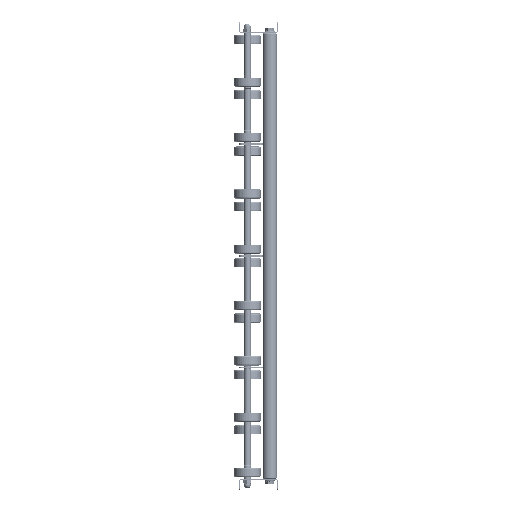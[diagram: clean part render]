
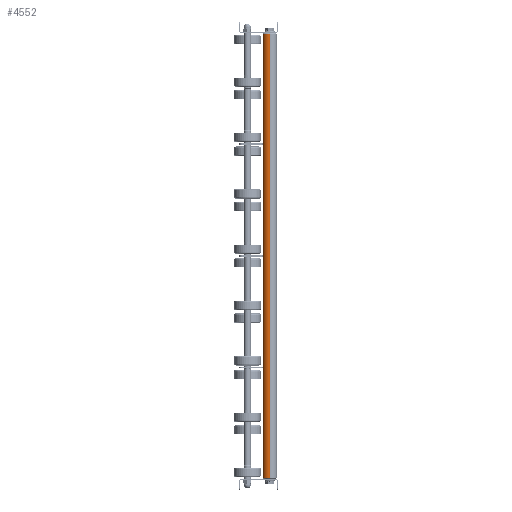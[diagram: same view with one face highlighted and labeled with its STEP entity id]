
A CAD part, left-side view. The second image highlights one B-rep face of the part: STEP entity #4552.
In plain terms, the highlighted cylindrical face has radius 12.5 mm (diameter 25 mm), a partial arc.
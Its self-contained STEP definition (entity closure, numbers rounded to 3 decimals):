
#131 = VERTEX_POINT ( 'NONE', #16490 ) ;
#974 = VERTEX_POINT ( 'NONE', #16889 ) ;
#1023 = CARTESIAN_POINT ( 'NONE',  ( 800., 0., 0. ) ) ;
#1221 = EDGE_CURVE ( 'NONE', #974, #11165, #10757, .T. ) ;
#1982 = AXIS2_PLACEMENT_3D ( 'NONE', #29360, #10585, #18082 ) ;
#3660 = CIRCLE ( 'NONE', #13181, 12.5 ) ;
#3700 = FACE_OUTER_BOUND ( 'NONE', #14847, .T. ) ;
#3976 = ORIENTED_EDGE ( 'NONE', *, *, #29703, .T. ) ;
#4522 = CARTESIAN_POINT ( 'NONE',  ( 1., 0., -12.5 ) ) ;
#4552 = ADVANCED_FACE ( 'NONE', ( #3700 ), #19989, .T. ) ;
#6045 = CARTESIAN_POINT ( 'NONE',  ( 800., 0., 12.5 ) ) ;
#7513 = CIRCLE ( 'NONE', #1982, 12.5 ) ;
#8858 = EDGE_CURVE ( 'NONE', #131, #12174, #28162, .T. ) ;
#9487 = DIRECTION ( 'NONE',  ( 0., 0., -1. ) ) ;
#10585 = DIRECTION ( 'NONE',  ( 1., 0., 0. ) ) ;
#10757 = LINE ( 'NONE', #6045, #22329 ) ;
#11060 = EDGE_CURVE ( 'NONE', #12174, #11165, #7513, .T. ) ;
#11165 = VERTEX_POINT ( 'NONE', #25722 ) ;
#12048 = DIRECTION ( 'NONE',  ( -1., 0., 0. ) ) ;
#12174 = VERTEX_POINT ( 'NONE', #4522 ) ;
#12664 = ORIENTED_EDGE ( 'NONE', *, *, #11060, .T. ) ;
#13181 = AXIS2_PLACEMENT_3D ( 'NONE', #20940, #30475, #9487 ) ;
#13936 = ORIENTED_EDGE ( 'NONE', *, *, #1221, .F. ) ;
#14017 = VECTOR ( 'NONE', #12048, 1000. ) ;
#14425 = CARTESIAN_POINT ( 'NONE',  ( 800., 0., -12.5 ) ) ;
#14847 = EDGE_LOOP ( 'NONE', ( #3976, #28921, #12664, #13936 ) ) ;
#16490 = CARTESIAN_POINT ( 'NONE',  ( 799., 0., -12.5 ) ) ;
#16889 = CARTESIAN_POINT ( 'NONE',  ( 799., 0., 12.5 ) ) ;
#17807 = DIRECTION ( 'NONE',  ( -1., 0., 0. ) ) ;
#18082 = DIRECTION ( 'NONE',  ( 0., 0., -1. ) ) ;
#19482 = AXIS2_PLACEMENT_3D ( 'NONE', #1023, #17807, #29520 ) ;
#19989 = CYLINDRICAL_SURFACE ( 'NONE', #19482, 12.5 ) ;
#20940 = CARTESIAN_POINT ( 'NONE',  ( 799., 0., 0. ) ) ;
#22329 = VECTOR ( 'NONE', #27631, 1000. ) ;
#25722 = CARTESIAN_POINT ( 'NONE',  ( 1., 0., 12.5 ) ) ;
#27631 = DIRECTION ( 'NONE',  ( -1., 0., 0. ) ) ;
#28162 = LINE ( 'NONE', #14425, #14017 ) ;
#28921 = ORIENTED_EDGE ( 'NONE', *, *, #8858, .T. ) ;
#29360 = CARTESIAN_POINT ( 'NONE',  ( 1., 0., 0. ) ) ;
#29520 = DIRECTION ( 'NONE',  ( 0., 0., 1. ) ) ;
#29703 = EDGE_CURVE ( 'NONE', #974, #131, #3660, .T. ) ;
#30475 = DIRECTION ( 'NONE',  ( -1., 0., 0. ) ) ;
